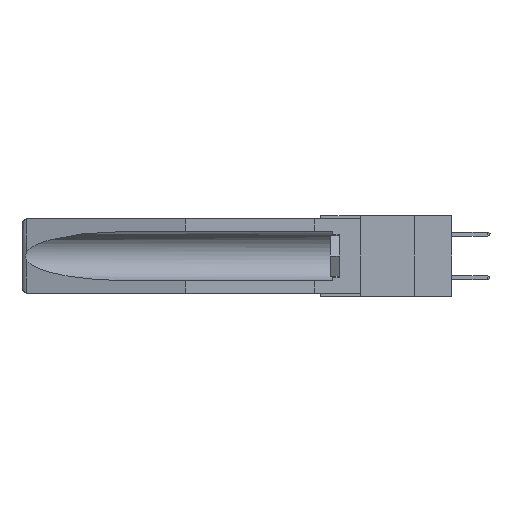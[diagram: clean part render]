
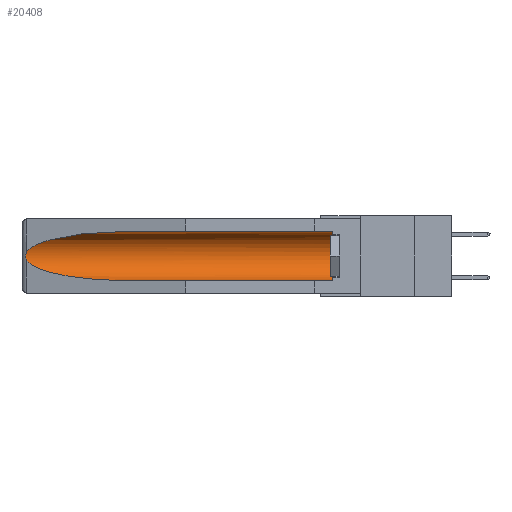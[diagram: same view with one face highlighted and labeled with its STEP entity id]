
A CAD part, left-side view. The second image highlights one B-rep face of the part: STEP entity #20408.
In plain terms, the highlighted cylindrical face has radius 2.857 mm (diameter 5.715 mm), a partial arc.
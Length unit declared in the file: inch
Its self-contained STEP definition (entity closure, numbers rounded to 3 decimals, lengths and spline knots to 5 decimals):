
#1428 = CARTESIAN_POINT ( 'NONE',  ( 0.25451, 1.48313, -0.24835 ) ) ;
#1737 =( BOUNDED_CURVE ( )  B_SPLINE_CURVE ( 3, ( #6924, #22817, #9208, #25106 ),
 .UNSPECIFIED., .F., .F. ) 
 B_SPLINE_CURVE_WITH_KNOTS ( ( 4, 4 ),
 ( 4.71239, 6.08839 ),
 .UNSPECIFIED. ) 
 CURVE ( )  GEOMETRIC_REPRESENTATION_ITEM ( )  RATIONAL_B_SPLINE_CURVE ( ( 1., 0.848, 0.848, 1. ) ) 
 REPRESENTATION_ITEM ( '' )  );
#1961 = CARTESIAN_POINT ( 'NONE',  ( 0.2673, 1.5327, -0.16383 ) ) ;
#2810 = CARTESIAN_POINT ( 'NONE',  ( 0.155, 0.126, -0.1715 ) ) ;
#3767 = CARTESIAN_POINT ( 'NONE',  ( 0.155, 1.07973, -0.284 ) ) ;
#3897 =( BOUNDED_CURVE ( )  B_SPLINE_CURVE ( 3, ( #10968, #1428, #19625, #3767 ),
 .UNSPECIFIED., .F., .T. ) 
 B_SPLINE_CURVE_WITH_KNOTS ( ( 4, 4 ),
 ( 0.1948, 1.5708 ),
 .UNSPECIFIED. ) 
 CURVE ( )  GEOMETRIC_REPRESENTATION_ITEM ( )  RATIONAL_B_SPLINE_CURVE ( ( 1., 0.848, 0.848, 1. ) ) 
 REPRESENTATION_ITEM ( '' )  );
#3958 = VECTOR ( 'NONE', #18344, 39.37008 ) ;
#4223 = CARTESIAN_POINT ( 'NONE',  ( 0.2673, 1.53269, -0.17917 ) ) ;
#4521 = EDGE_CURVE ( 'NONE', #14681, #16952, #24674, .T. ) ;
#4585 = CARTESIAN_POINT ( 'NONE',  ( 0.155, 0.126, -0.284 ) ) ;
#5495 = EDGE_CURVE ( 'NONE', #13100, #26856, #1737, .T. ) ;
#5926 = DIRECTION ( 'NONE',  ( 0., 1., 0. ) ) ;
#6537 = CARTESIAN_POINT ( 'NONE',  ( 0.26537, 1.52718, -0.19328 ) ) ;
#6924 = CARTESIAN_POINT ( 'NONE',  ( 0.155, 1.07973, -0.059 ) ) ;
#7206 = LINE ( 'NONE', #21315, #3958 ) ;
#7557 = EDGE_LOOP ( 'NONE', ( #12525, #26583, #26740, #26902, #22885, #21545 ) ) ;
#8340 = VERTEX_POINT ( 'NONE', #13766 ) ;
#8927 = CARTESIAN_POINT ( 'NONE',  ( 0.26655, 1.53094, -0.18657 ) ) ;
#9208 = CARTESIAN_POINT ( 'NONE',  ( 0.25451, 1.48313, -0.09465 ) ) ;
#9755 = VERTEX_POINT ( 'NONE', #26667 ) ;
#10968 = CARTESIAN_POINT ( 'NONE',  ( 0.26537, 1.52718, -0.19328 ) ) ;
#11127 = CARTESIAN_POINT ( 'NONE',  ( 0.26654, 1.53092, -0.15636 ) ) ;
#11328 = CARTESIAN_POINT ( 'NONE',  ( 0.26537, 1.52718, -0.14972 ) ) ;
#11595 = VECTOR ( 'NONE', #13093, 39.37008 ) ;
#11634 = EDGE_CURVE ( 'NONE', #9755, #8340, #3897, .T. ) ;
#12015 = CARTESIAN_POINT ( 'NONE',  ( 0.155, 0.126, -0.059 ) ) ;
#12525 = ORIENTED_EDGE ( 'NONE', *, *, #5495, .T. ) ;
#12834 = DIRECTION ( 'NONE',  ( 0., 0., 1. ) ) ;
#13093 = DIRECTION ( 'NONE',  ( 0., 1., 0. ) ) ;
#13100 = VERTEX_POINT ( 'NONE', #19286 ) ;
#13766 = CARTESIAN_POINT ( 'NONE',  ( 0.155, 1.07973, -0.284 ) ) ;
#14200 = DIRECTION ( 'NONE',  ( 0., -1., 0. ) ) ;
#14681 = VERTEX_POINT ( 'NONE', #4585 ) ;
#15618 = CARTESIAN_POINT ( 'NONE',  ( 0.26597, 1.52961, -0.15275 ) ) ;
#15923 = AXIS2_PLACEMENT_3D ( 'NONE', #2810, #14200, #25315 ) ;
#16952 = VERTEX_POINT ( 'NONE', #12015 ) ;
#17221 = CYLINDRICAL_SURFACE ( 'NONE', #25622, 0.1125 ) ;
#17630 = LINE ( 'NONE', #17770, #11595 ) ;
#17770 = CARTESIAN_POINT ( 'NONE',  ( 0.155, -0.30754, -0.284 ) ) ;
#18344 = DIRECTION ( 'NONE',  ( 0., 1., 0. ) ) ;
#19286 = CARTESIAN_POINT ( 'NONE',  ( 0.155, 1.07973, -0.059 ) ) ;
#19625 = CARTESIAN_POINT ( 'NONE',  ( 0.21114, 1.30732, -0.284 ) ) ;
#19761 = CARTESIAN_POINT ( 'NONE',  ( 0.155, -0.30754, -0.1715 ) ) ;
#20408 = ADVANCED_FACE ( 'NONE', ( #23246 ), #17221, .F. ) ;
#21315 = CARTESIAN_POINT ( 'NONE',  ( 0.155, -0.30754, -0.059 ) ) ;
#21545 = ORIENTED_EDGE ( 'NONE', *, *, #21588, .T. ) ;
#21588 = EDGE_CURVE ( 'NONE', #16952, #13100, #7206, .T. ) ;
#22536 = CARTESIAN_POINT ( 'NONE',  ( 0.2675, 1.53308, -0.17534 ) ) ;
#22817 = CARTESIAN_POINT ( 'NONE',  ( 0.21114, 1.30732, -0.059 ) ) ;
#22885 = ORIENTED_EDGE ( 'NONE', *, *, #4521, .T. ) ;
#23246 = FACE_OUTER_BOUND ( 'NONE', #7557, .T. ) ;
#24437 = EDGE_CURVE ( 'NONE', #26856, #9755, #28540, .T. ) ;
#24674 = CIRCLE ( 'NONE', #15923, 0.1125 ) ;
#24829 = CARTESIAN_POINT ( 'NONE',  ( 0.26597, 1.5296, -0.19026 ) ) ;
#25033 = EDGE_CURVE ( 'NONE', #14681, #8340, #17630, .T. ) ;
#25106 = CARTESIAN_POINT ( 'NONE',  ( 0.26537, 1.52718, -0.14972 ) ) ;
#25315 = DIRECTION ( 'NONE',  ( 0., 0., 1. ) ) ;
#25622 = AXIS2_PLACEMENT_3D ( 'NONE', #19761, #5926, #12834 ) ;
#26583 = ORIENTED_EDGE ( 'NONE', *, *, #24437, .T. ) ;
#26667 = CARTESIAN_POINT ( 'NONE',  ( 0.26537, 1.52718, -0.19328 ) ) ;
#26740 = ORIENTED_EDGE ( 'NONE', *, *, #11634, .T. ) ;
#26856 = VERTEX_POINT ( 'NONE', #27219 ) ;
#26902 = ORIENTED_EDGE ( 'NONE', *, *, #25033, .F. ) ;
#26999 = CARTESIAN_POINT ( 'NONE',  ( 0.2675, 1.53308, -0.16763 ) ) ;
#27219 = CARTESIAN_POINT ( 'NONE',  ( 0.26537, 1.52718, -0.14972 ) ) ;
#28540 = B_SPLINE_CURVE_WITH_KNOTS ( 'NONE', 3,
 ( #11328, #15618, #11127, #1961, #26999, #22536, #4223, #8927, #24829, #6537 ),
 .UNSPECIFIED., .F., .F.,
 ( 4, 2, 2, 2, 4 ),
 ( 0., 0.00029, 0.00058, 0.00087, 0.00117 ),
 .UNSPECIFIED. ) ;
